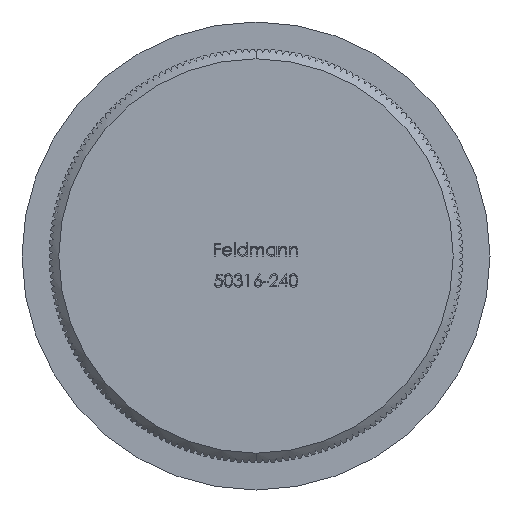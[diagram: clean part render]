
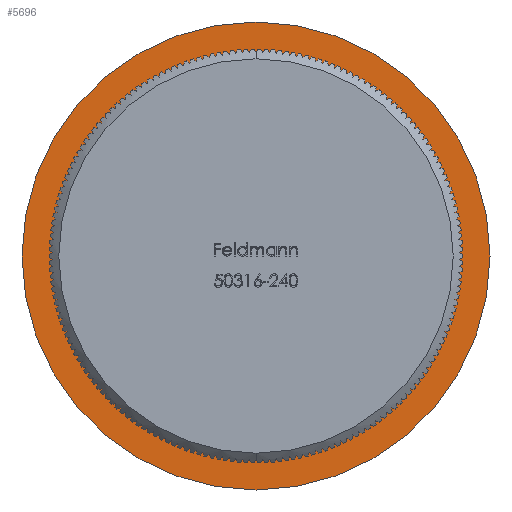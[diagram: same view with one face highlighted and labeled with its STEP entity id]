
A CAD part, front view. The second image highlights one B-rep face of the part: STEP entity #5696.
In plain terms, the highlighted planar face has unit normal (0, -1, 0).
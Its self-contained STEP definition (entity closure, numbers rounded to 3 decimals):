
#1374 = ORIENTED_EDGE ( 'NONE', *, *, #19451, .F. ) ;
#1840 = DIRECTION ( 'NONE',  ( 0., -1., 0. ) ) ;
#2193 = AXIS2_PLACEMENT_3D ( 'NONE', #29392, #1840, #24677 ) ;
#3147 = CARTESIAN_POINT ( 'NONE',  ( 0., 8., 0. ) ) ;
#4214 = CARTESIAN_POINT ( 'NONE',  ( 0., 8., 0. ) ) ;
#4272 = PLANE ( 'NONE',  #19056 ) ;
#5185 = CARTESIAN_POINT ( 'NONE',  ( 20.65, 8., 0. ) ) ;
#5296 = VERTEX_POINT ( 'NONE', #6824 ) ;
#5534 = AXIS2_PLACEMENT_3D ( 'NONE', #3147, #31349, #18436 ) ;
#5696 = ADVANCED_FACE ( 'NONE', ( #14263, #29645 ), #4272, .T. ) ;
#5851 = DIRECTION ( 'NONE',  ( 0., -1., 0. ) ) ;
#6539 = DIRECTION ( 'NONE',  ( 0., 0., -1. ) ) ;
#6824 = CARTESIAN_POINT ( 'NONE',  ( 0., 8., -24.15 ) ) ;
#10999 = EDGE_CURVE ( 'NONE', #14116, #5296, #13711, .T. ) ;
#11324 = ORIENTED_EDGE ( 'NONE', *, *, #10999, .T. ) ;
#12509 = EDGE_CURVE ( 'NONE', #21086, #17978, #12893, .T. ) ;
#12893 = CIRCLE ( 'NONE', #16852, 20.65 ) ;
#13076 = EDGE_LOOP ( 'NONE', ( #20163, #11324 ) ) ;
#13398 = EDGE_LOOP ( 'NONE', ( #14961, #1374 ) ) ;
#13711 = CIRCLE ( 'NONE', #5534, 24.15 ) ;
#14116 = VERTEX_POINT ( 'NONE', #24979 ) ;
#14263 = FACE_OUTER_BOUND ( 'NONE', #13076, .T. ) ;
#14326 = CIRCLE ( 'NONE', #2193, 24.15 ) ;
#14961 = ORIENTED_EDGE ( 'NONE', *, *, #12509, .F. ) ;
#16852 = AXIS2_PLACEMENT_3D ( 'NONE', #4214, #21731, #6539 ) ;
#17281 = EDGE_CURVE ( 'NONE', #5296, #14116, #14326, .T. ) ;
#17978 = VERTEX_POINT ( 'NONE', #18086 ) ;
#18086 = CARTESIAN_POINT ( 'NONE',  ( 0., 8., 20.65 ) ) ;
#18436 = DIRECTION ( 'NONE',  ( 0., 0., -1. ) ) ;
#19056 = AXIS2_PLACEMENT_3D ( 'NONE', #5185, #28707, #23747 ) ;
#19357 = CARTESIAN_POINT ( 'NONE',  ( 0., 8., -20.65 ) ) ;
#19451 = EDGE_CURVE ( 'NONE', #17978, #21086, #30620, .T. ) ;
#20163 = ORIENTED_EDGE ( 'NONE', *, *, #17281, .T. ) ;
#20819 = CARTESIAN_POINT ( 'NONE',  ( 0., 8., 0. ) ) ;
#21086 = VERTEX_POINT ( 'NONE', #19357 ) ;
#21731 = DIRECTION ( 'NONE',  ( 0., -1., 0. ) ) ;
#23747 = DIRECTION ( 'NONE',  ( 0., 0., -1. ) ) ;
#24677 = DIRECTION ( 'NONE',  ( 0., 0., -1. ) ) ;
#24979 = CARTESIAN_POINT ( 'NONE',  ( 0., 8., 24.15 ) ) ;
#28030 = AXIS2_PLACEMENT_3D ( 'NONE', #20819, #5851, #31184 ) ;
#28707 = DIRECTION ( 'NONE',  ( 0., -1., 0. ) ) ;
#29392 = CARTESIAN_POINT ( 'NONE',  ( 0., 8., 0. ) ) ;
#29645 = FACE_BOUND ( 'NONE', #13398, .T. ) ;
#30620 = CIRCLE ( 'NONE', #28030, 20.65 ) ;
#31184 = DIRECTION ( 'NONE',  ( 0., 0., -1. ) ) ;
#31349 = DIRECTION ( 'NONE',  ( 0., -1., 0. ) ) ;
